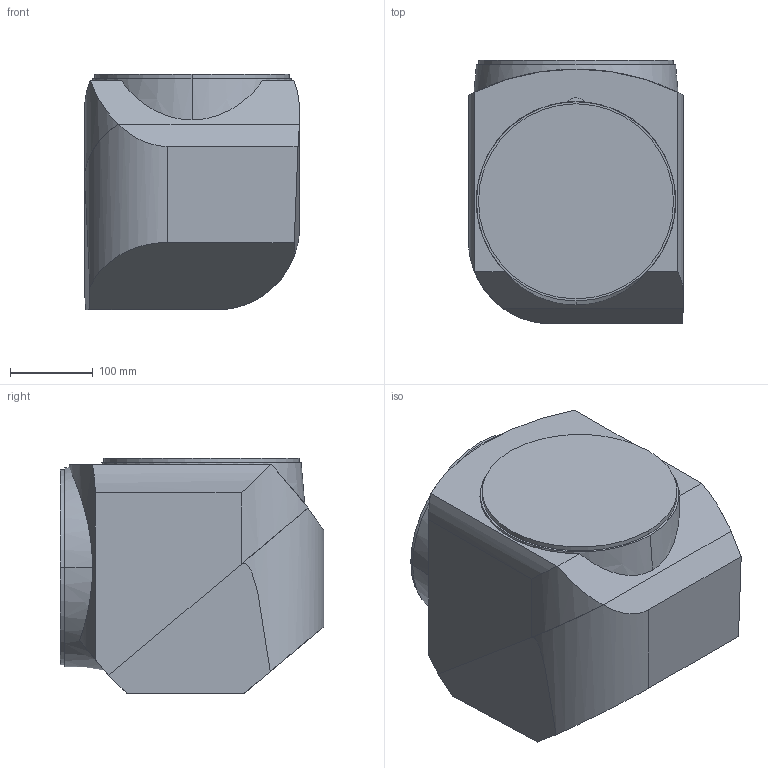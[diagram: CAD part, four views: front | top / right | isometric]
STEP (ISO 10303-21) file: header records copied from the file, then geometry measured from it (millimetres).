
FILE_DESCRIPTION((''), '1');
FILE_NAME('^11058 ', '2004-06-15T17:03:10+00:00', (''), (''), 'CATIA.STEP INTERFACE', 'CATIA SOLUTIONS V4 RELEASE 2.4 FR 4.2.4', '');
FILE_SCHEMA(('AUTOMOTIVE_DESIGN { 1 2 10303 214 0 1 1 1 }'));
Length unit declared in the file: millimetre
Products named in the file (1): *MASTER
Bounding box: 260 x 319.02 x 284.97 mm (x, y, z)
Volume: 19754377.2 mm3; surface area: 410176.7 mm2
Topology: 1 solids, 1 shells, 34 faces, 87 edges, 60 vertices
Faces by surface type: plane 18, cylinder 11, cone 5
Entity records: 1108 total; most frequent: CARTESIAN_POINT 264, ORIENTED_EDGE 170, DIRECTION 169, EDGE_CURVE 85, AXIS2_PLACEMENT_3D 66, VERTEX_POINT 55, VECTOR 37, LINE 37
